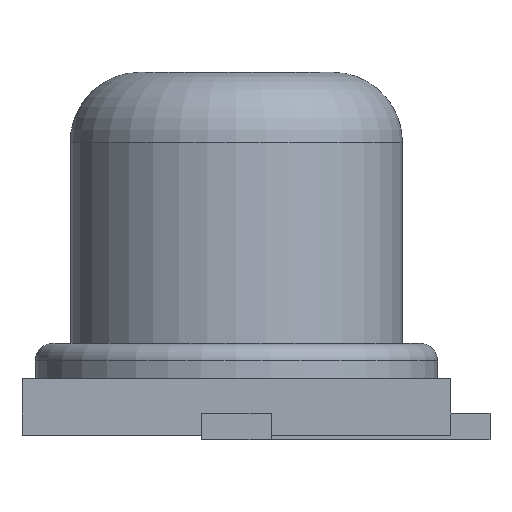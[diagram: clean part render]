
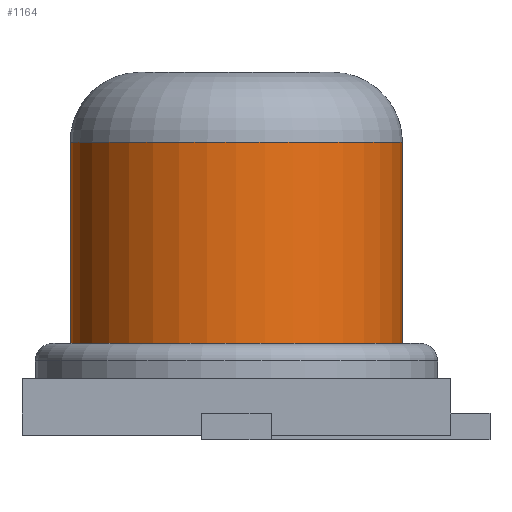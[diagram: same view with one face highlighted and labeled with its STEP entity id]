
A CAD part, left-side view. The second image highlights one B-rep face of the part: STEP entity #1164.
In plain terms, the highlighted cylindrical face has radius 1.9 mm (diameter 3.8 mm), a partial arc.
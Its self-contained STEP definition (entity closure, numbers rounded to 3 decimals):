
#1123=CARTESIAN_POINT('',(-3.25,0.,0.56));
#1124=DIRECTION('',(0.0,0.0,1.0));
#1125=DIRECTION('',(-1.0,0.0,0.0));
#1126=AXIS2_PLACEMENT_3D('',#1123,#1124,#1125);
#1127=CYLINDRICAL_SURFACE('',#1126,1.9);
#1128=CARTESIAN_POINT('',(-3.25,1.9,0.7));
#1129=VERTEX_POINT('',#1128);
#1130=CARTESIAN_POINT('',(-3.25,-1.9,0.7));
#1131=VERTEX_POINT('',#1130);
#1132=CARTESIAN_POINT('',(-3.25,0.,0.7));
#1133=DIRECTION('',(0.0,0.0,1.0));
#1134=DIRECTION('',(-1.0,0.0,0.0));
#1135=AXIS2_PLACEMENT_3D('',#1132,#1133,#1134);
#1136=CIRCLE('',#1135,1.9);
#1137=EDGE_CURVE('',#1129,#1131,#1136,.T.);
#1138=ORIENTED_EDGE('',*,*,#1137,.T.);
#1139=CARTESIAN_POINT('',(-3.25,-1.9,3.4));
#1140=VERTEX_POINT('',#1139);
#1141=CARTESIAN_POINT('',(-3.25,-1.9,0.7));
#1142=DIRECTION('',(0.0,0.0,1.0));
#1143=VECTOR('',#1142,2.7);
#1144=LINE('',#1141,#1143);
#1145=EDGE_CURVE('',#1131,#1140,#1144,.T.);
#1146=ORIENTED_EDGE('',*,*,#1145,.T.);
#1147=CARTESIAN_POINT('',(-3.25,1.9,3.4));
#1148=VERTEX_POINT('',#1147);
#1149=CARTESIAN_POINT('',(-3.25,0.,3.4));
#1150=DIRECTION('',(0.0,0.0,1.0));
#1151=DIRECTION('',(-1.0,0.0,0.0));
#1152=AXIS2_PLACEMENT_3D('',#1149,#1150,#1151);
#1153=CIRCLE('',#1152,1.9);
#1154=EDGE_CURVE('',#1148,#1140,#1153,.T.);
#1155=ORIENTED_EDGE('',*,*,#1154,.F.);
#1156=CARTESIAN_POINT('',(-3.25,1.9,0.7));
#1157=DIRECTION('',(0.0,0.0,1.0));
#1158=VECTOR('',#1157,2.7);
#1159=LINE('',#1156,#1158);
#1160=EDGE_CURVE('',#1129,#1148,#1159,.T.);
#1161=ORIENTED_EDGE('',*,*,#1160,.F.);
#1162=EDGE_LOOP('',(#1138,#1146,#1155,#1161));
#1163=FACE_OUTER_BOUND('',#1162,.T.);
#1164=ADVANCED_FACE('',(#1163),#1127,.T.);
